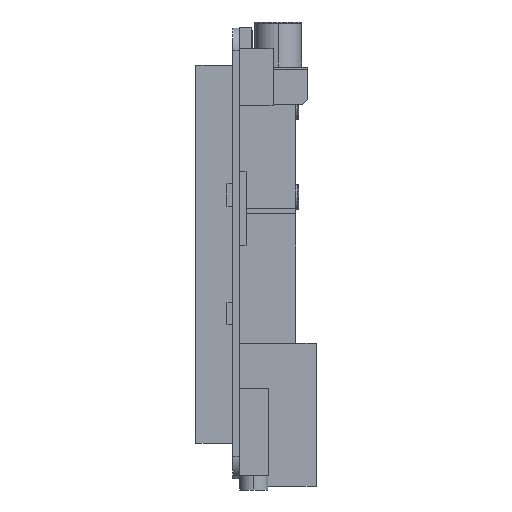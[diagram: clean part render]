
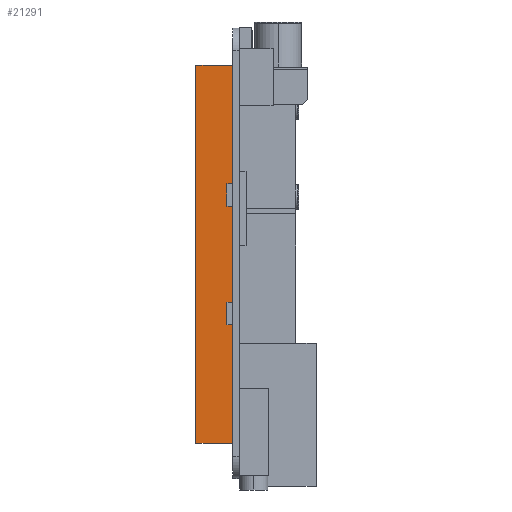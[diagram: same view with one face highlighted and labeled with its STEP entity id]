
A CAD part, left-side view. The second image highlights one B-rep face of the part: STEP entity #21291.
In plain terms, the highlighted planar face has unit normal (-1, 0, 0).
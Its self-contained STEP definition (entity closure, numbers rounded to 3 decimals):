
#49 = VERTEX_POINT ( 'NONE', #19671 ) ;
#91 = EDGE_CURVE ( 'NONE', #1572, #4112, #8526, .T. ) ;
#258 = LINE ( 'NONE', #6903, #11505 ) ;
#1010 = EDGE_CURVE ( 'NONE', #7272, #1572, #9539, .T. ) ;
#1572 = VERTEX_POINT ( 'NONE', #6688 ) ;
#2301 = EDGE_CURVE ( 'NONE', #7272, #49, #258, .T. ) ;
#2834 = DIRECTION ( 'NONE',  ( 0., 0., -1. ) ) ;
#3581 = VECTOR ( 'NONE', #8140, 1000. ) ;
#4112 = VERTEX_POINT ( 'NONE', #18278 ) ;
#4574 = DIRECTION ( 'NONE',  ( 0., 0., 1. ) ) ;
#5143 = CARTESIAN_POINT ( 'NONE',  ( -52.973, 0.6, 33.422 ) ) ;
#5649 = VECTOR ( 'NONE', #6934, 1000. ) ;
#6316 = CARTESIAN_POINT ( 'NONE',  ( -52.973, 7.1, 33.422 ) ) ;
#6688 = CARTESIAN_POINT ( 'NONE',  ( -52.973, 7.1, 33.422 ) ) ;
#6899 = ORIENTED_EDGE ( 'NONE', *, *, #8696, .T. ) ;
#6903 = CARTESIAN_POINT ( 'NONE',  ( -52.973, 7.1, -33.678 ) ) ;
#6934 = DIRECTION ( 'NONE',  ( 0., -1., 0. ) ) ;
#7272 = VERTEX_POINT ( 'NONE', #17962 ) ;
#8140 = DIRECTION ( 'NONE',  ( 0., 0., 1. ) ) ;
#8526 = LINE ( 'NONE', #15456, #5649 ) ;
#8696 = EDGE_CURVE ( 'NONE', #49, #4112, #19947, .T. ) ;
#9343 = ORIENTED_EDGE ( 'NONE', *, *, #1010, .F. ) ;
#9539 = LINE ( 'NONE', #6316, #14274 ) ;
#10861 = DIRECTION ( 'NONE',  ( 1., 0., 0. ) ) ;
#11077 = FACE_OUTER_BOUND ( 'NONE', #18283, .T. ) ;
#11505 = VECTOR ( 'NONE', #14798, 1000. ) ;
#11887 = ORIENTED_EDGE ( 'NONE', *, *, #91, .F. ) ;
#14274 = VECTOR ( 'NONE', #4574, 1000. ) ;
#14449 = PLANE ( 'NONE',  #16318 ) ;
#14798 = DIRECTION ( 'NONE',  ( 0., -1., 0. ) ) ;
#15456 = CARTESIAN_POINT ( 'NONE',  ( -52.973, 7.1, 33.422 ) ) ;
#16199 = ORIENTED_EDGE ( 'NONE', *, *, #2301, .T. ) ;
#16318 = AXIS2_PLACEMENT_3D ( 'NONE', #20698, #10861, #2834 ) ;
#17962 = CARTESIAN_POINT ( 'NONE',  ( -52.973, 7.1, -33.678 ) ) ;
#18278 = CARTESIAN_POINT ( 'NONE',  ( -52.973, 0.6, 33.422 ) ) ;
#18283 = EDGE_LOOP ( 'NONE', ( #6899, #11887, #9343, #16199 ) ) ;
#19671 = CARTESIAN_POINT ( 'NONE',  ( -52.973, 0.6, -33.678 ) ) ;
#19947 = LINE ( 'NONE', #5143, #3581 ) ;
#20698 = CARTESIAN_POINT ( 'NONE',  ( -52.973, 7.1, 33.422 ) ) ;
#21291 = ADVANCED_FACE ( 'NONE', ( #11077 ), #14449, .F. ) ;
